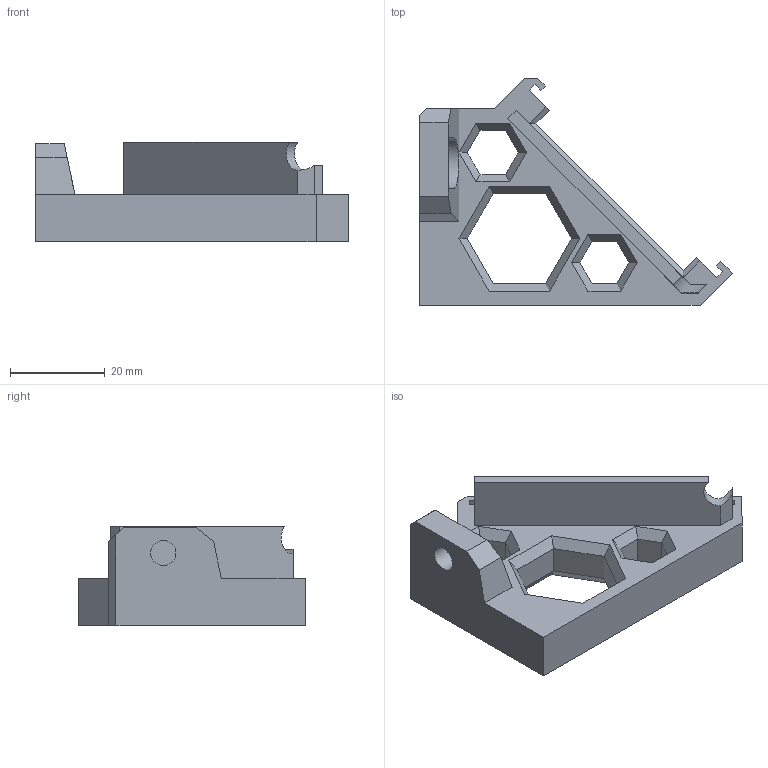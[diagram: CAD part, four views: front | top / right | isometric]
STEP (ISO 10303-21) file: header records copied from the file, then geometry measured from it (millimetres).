
FILE_DESCRIPTION(/* description */ (''),/* implementation_level */ '2;1');
FILE_NAME(/* name */ 'lcd_support_a v7.step',/* time_stamp */ '2017-10-01T11:33:05+02:00',/* author */ ('gregsaun'),/* organization */ (''),/* preprocessor_version */ 'ST-DEVELOPER v16.13',/* originating_system */ 'Autodesk Translation Framework v6.5.0.72',/* authorisation */ '');
FILE_SCHEMA (('AUTOMOTIVE_DESIGN { 1 0 10303 214 3 1 1 }'));
Length unit declared in the file: millimetre
Products named in the file (1): lcd_support_a v7
Bounding box: 66 x 47.88 x 21 mm (x, y, z)
Volume: 16031.1 mm3; surface area: 7734.6 mm2
Topology: 1 solids, 1 shells, 101 faces, 252 edges, 153 vertices
Faces by surface type: plane 98, cylinder 3
Full cylindrical faces by diameter (mm): 5.3 x1
Entity records: 2951 total; most frequent: CARTESIAN_POINT 507, ORIENTED_EDGE 504, DIRECTION 465, EDGE_CURVE 252, LINE 243, VECTOR 243, VERTEX_POINT 153, AXIS2_PLACEMENT_3D 111
